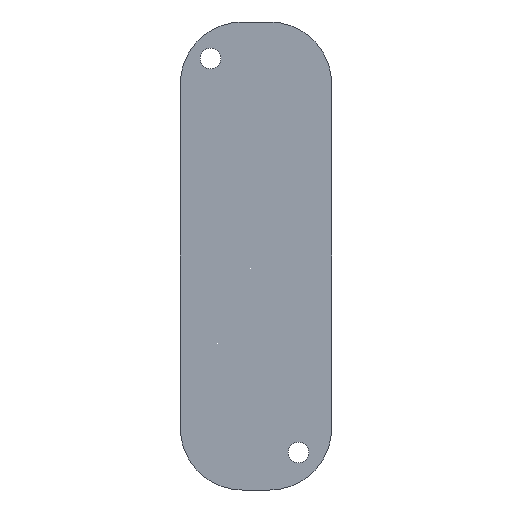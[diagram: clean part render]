
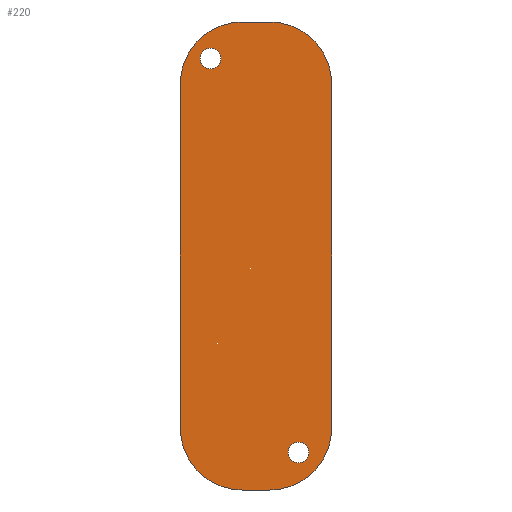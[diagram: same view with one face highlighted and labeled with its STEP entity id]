
A CAD part, front view. The second image highlights one B-rep face of the part: STEP entity #220.
In plain terms, the highlighted planar face has unit normal (0, -1, 0).
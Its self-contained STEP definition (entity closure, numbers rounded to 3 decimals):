
#15=FACE_BOUND('',#41,.T.);
#16=FACE_BOUND('',#42,.T.);
#19=PLANE('',#252);
#28=FACE_OUTER_BOUND('',#40,.T.);
#40=EDGE_LOOP('',(#163,#164,#165,#166,#167,#168,#169,#170));
#41=EDGE_LOOP('',(#171));
#42=EDGE_LOOP('',(#172));
#57=LINE('',#359,#75);
#58=LINE('',#363,#76);
#59=LINE('',#367,#77);
#60=LINE('',#370,#78);
#75=VECTOR('',#293,10.);
#76=VECTOR('',#296,10.);
#77=VECTOR('',#299,10.);
#78=VECTOR('',#302,10.);
#89=CIRCLE('',#244,1.5);
#91=CIRCLE('',#247,1.5);
#94=CIRCLE('',#251,9.);
#95=CIRCLE('',#253,9.);
#96=CIRCLE('',#254,9.);
#97=CIRCLE('',#255,9.);
#101=VERTEX_POINT('',#337);
#103=VERTEX_POINT('',#343);
#107=VERTEX_POINT('',#352);
#108=VERTEX_POINT('',#354);
#109=VERTEX_POINT('',#358);
#110=VERTEX_POINT('',#360);
#111=VERTEX_POINT('',#362);
#112=VERTEX_POINT('',#364);
#113=VERTEX_POINT('',#366);
#114=VERTEX_POINT('',#368);
#121=EDGE_CURVE('',#101,#101,#89,.T.);
#124=EDGE_CURVE('',#103,#103,#91,.T.);
#129=EDGE_CURVE('',#107,#108,#94,.T.);
#131=EDGE_CURVE('',#109,#107,#57,.T.);
#132=EDGE_CURVE('',#110,#109,#95,.T.);
#133=EDGE_CURVE('',#111,#110,#58,.T.);
#134=EDGE_CURVE('',#112,#111,#96,.T.);
#135=EDGE_CURVE('',#113,#112,#59,.T.);
#136=EDGE_CURVE('',#114,#113,#97,.T.);
#137=EDGE_CURVE('',#108,#114,#60,.T.);
#163=ORIENTED_EDGE('',*,*,#129,.F.);
#164=ORIENTED_EDGE('',*,*,#131,.F.);
#165=ORIENTED_EDGE('',*,*,#132,.F.);
#166=ORIENTED_EDGE('',*,*,#133,.F.);
#167=ORIENTED_EDGE('',*,*,#134,.F.);
#168=ORIENTED_EDGE('',*,*,#135,.F.);
#169=ORIENTED_EDGE('',*,*,#136,.F.);
#170=ORIENTED_EDGE('',*,*,#137,.F.);
#171=ORIENTED_EDGE('',*,*,#121,.T.);
#172=ORIENTED_EDGE('',*,*,#124,.T.);
#220=ADVANCED_FACE('',(#28,#15,#16),#19,.F.);
#244=AXIS2_PLACEMENT_3D('',#338,#271,#272);
#247=AXIS2_PLACEMENT_3D('',#344,#278,#279);
#251=AXIS2_PLACEMENT_3D('',#355,#288,#289);
#252=AXIS2_PLACEMENT_3D('',#357,#291,#292);
#253=AXIS2_PLACEMENT_3D('',#361,#294,#295);
#254=AXIS2_PLACEMENT_3D('',#365,#297,#298);
#255=AXIS2_PLACEMENT_3D('',#369,#300,#301);
#271=DIRECTION('center_axis',(0.,1.,0.));
#272=DIRECTION('ref_axis',(1.,0.,0.));
#278=DIRECTION('center_axis',(0.,1.,0.));
#279=DIRECTION('ref_axis',(1.,0.,0.));
#288=DIRECTION('center_axis',(0.,1.,0.));
#289=DIRECTION('ref_axis',(-0.707,0.,-0.707));
#291=DIRECTION('center_axis',(0.,1.,0.));
#292=DIRECTION('ref_axis',(0.,0.,1.));
#293=DIRECTION('',(-1.,0.,0.));
#294=DIRECTION('center_axis',(0.,1.,0.));
#295=DIRECTION('ref_axis',(0.707,0.,-0.707));
#296=DIRECTION('',(0.,0.,-1.));
#297=DIRECTION('center_axis',(0.,1.,0.));
#298=DIRECTION('ref_axis',(0.707,0.,0.707));
#299=DIRECTION('',(1.,0.,0.));
#300=DIRECTION('center_axis',(0.,1.,0.));
#301=DIRECTION('ref_axis',(-0.707,0.,0.707));
#302=DIRECTION('',(0.,0.,1.));
#337=CARTESIAN_POINT('',(-19.117,0.,-5.317));
#338=CARTESIAN_POINT('Origin',(-17.617,0.,-5.317));
#343=CARTESIAN_POINT('',(-6.323,0.,-62.536));
#344=CARTESIAN_POINT('Origin',(-4.823,0.,-62.536));
#352=CARTESIAN_POINT('',(-13.,0.,-68.));
#354=CARTESIAN_POINT('',(-22.,0.,-59.));
#355=CARTESIAN_POINT('Origin',(-13.,0.,-59.));
#357=CARTESIAN_POINT('Origin',(-11.,0.,-34.));
#358=CARTESIAN_POINT('',(-9.,0.,-68.));
#359=CARTESIAN_POINT('',(0.,0.,-68.));
#360=CARTESIAN_POINT('',(0.,0.,-59.));
#361=CARTESIAN_POINT('Origin',(-9.,0.,-59.));
#362=CARTESIAN_POINT('',(0.,0.,-9.));
#363=CARTESIAN_POINT('',(0.,0.,0.));
#364=CARTESIAN_POINT('',(-9.,0.,0.));
#365=CARTESIAN_POINT('Origin',(-9.,0.,-9.));
#366=CARTESIAN_POINT('',(-13.,0.,0.));
#367=CARTESIAN_POINT('',(-22.,0.,0.));
#368=CARTESIAN_POINT('',(-22.,0.,-9.));
#369=CARTESIAN_POINT('Origin',(-13.,0.,-9.));
#370=CARTESIAN_POINT('',(-22.,0.,-68.));
